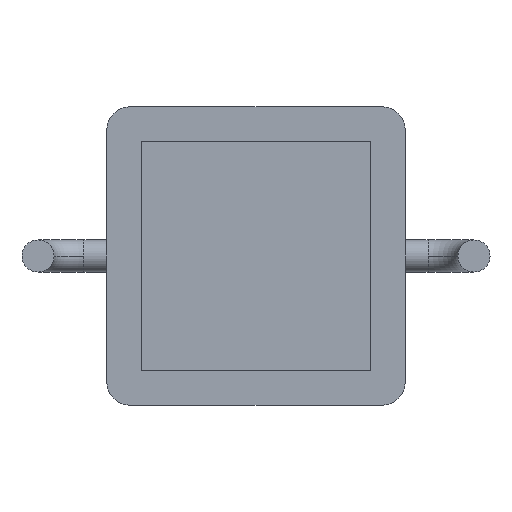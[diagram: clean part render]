
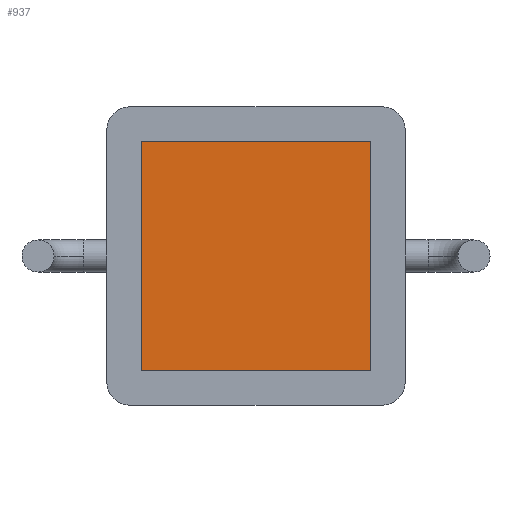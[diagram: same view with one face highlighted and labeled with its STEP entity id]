
A CAD part, front view. The second image highlights one B-rep face of the part: STEP entity #937.
In plain terms, the highlighted planar face has unit normal (0, -1, 0).
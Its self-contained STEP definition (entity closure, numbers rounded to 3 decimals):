
#85 = CARTESIAN_POINT ( 'NONE',  ( -2.5, -0.01, 2.5 ) ) ;
#86 = CARTESIAN_POINT ( 'NONE',  ( 2.5, -0.01, 2.5 ) ) ;
#127 = DIRECTION ( 'NONE',  ( 1., 0., 0. ) ) ;
#161 = VECTOR ( 'NONE', #961, 1000. ) ;
#175 = ORIENTED_EDGE ( 'NONE', *, *, #443, .F. ) ;
#180 = DIRECTION ( 'NONE',  ( 0., 0., -1. ) ) ;
#188 = LINE ( 'NONE', #385, #161 ) ;
#192 = VECTOR ( 'NONE', #127, 1000. ) ;
#195 = LINE ( 'NONE', #85, #192 ) ;
#230 = EDGE_CURVE ( 'NONE', #1232, #952, #370, .T. ) ;
#244 = CARTESIAN_POINT ( 'NONE',  ( 2.5, -0.01, -2.5 ) ) ;
#344 = VECTOR ( 'NONE', #180, 1000. ) ;
#370 = LINE ( 'NONE', #244, #344 ) ;
#385 = CARTESIAN_POINT ( 'NONE',  ( -2.5, -0.01, -2.5 ) ) ;
#418 = CARTESIAN_POINT ( 'NONE',  ( 2.5, -0.01, -2.5 ) ) ;
#443 = EDGE_CURVE ( 'NONE', #918, #1232, #195, .T. ) ;
#481 = EDGE_CURVE ( 'NONE', #1000, #918, #188, .T. ) ;
#506 = DIRECTION ( 'NONE',  ( -1., 0., 0. ) ) ;
#577 = CARTESIAN_POINT ( 'NONE',  ( -2.5, -0.01, -2.5 ) ) ;
#630 = EDGE_LOOP ( 'NONE', ( #1062, #175, #707, #1106 ) ) ;
#689 = FACE_OUTER_BOUND ( 'NONE', #630, .T. ) ;
#707 = ORIENTED_EDGE ( 'NONE', *, *, #481, .F. ) ;
#797 = LINE ( 'NONE', #577, #1067 ) ;
#837 = CARTESIAN_POINT ( 'NONE',  ( -2.5, -0.01, -2.5 ) ) ;
#890 = AXIS2_PLACEMENT_3D ( 'NONE', #992, #1194, #1162 ) ;
#918 = VERTEX_POINT ( 'NONE', #1199 ) ;
#937 = ADVANCED_FACE ( 'NONE', ( #689 ), #977, .F. ) ;
#952 = VERTEX_POINT ( 'NONE', #418 ) ;
#961 = DIRECTION ( 'NONE',  ( 0., 0., 1. ) ) ;
#977 = PLANE ( 'NONE',  #890 ) ;
#992 = CARTESIAN_POINT ( 'NONE',  ( 0., -0.01, 0. ) ) ;
#1000 = VERTEX_POINT ( 'NONE', #837 ) ;
#1044 = EDGE_CURVE ( 'NONE', #952, #1000, #797, .T. ) ;
#1062 = ORIENTED_EDGE ( 'NONE', *, *, #230, .F. ) ;
#1067 = VECTOR ( 'NONE', #506, 1000. ) ;
#1106 = ORIENTED_EDGE ( 'NONE', *, *, #1044, .F. ) ;
#1162 = DIRECTION ( 'NONE',  ( 0., 0., 1. ) ) ;
#1194 = DIRECTION ( 'NONE',  ( 0., 1., 0. ) ) ;
#1199 = CARTESIAN_POINT ( 'NONE',  ( -2.5, -0.01, 2.5 ) ) ;
#1232 = VERTEX_POINT ( 'NONE', #86 ) ;
